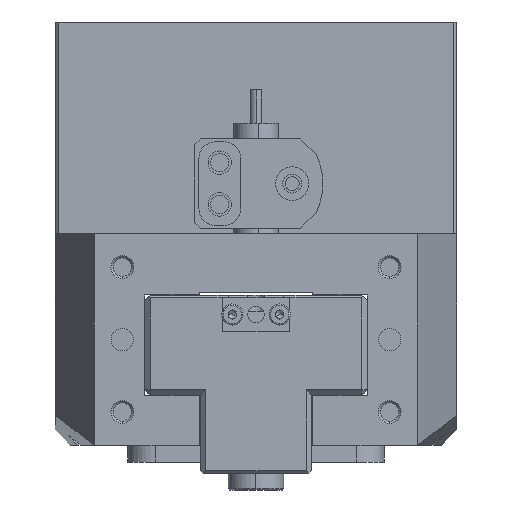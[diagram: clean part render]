
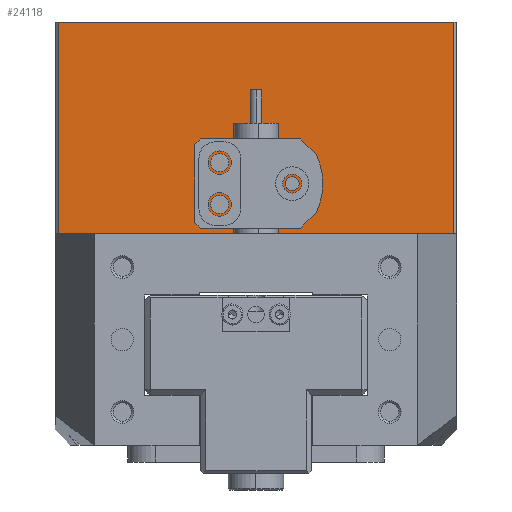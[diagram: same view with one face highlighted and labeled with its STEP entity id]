
A CAD part, left-side view. The second image highlights one B-rep face of the part: STEP entity #24118.
In plain terms, the highlighted planar face has unit normal (-1, 0, 0).
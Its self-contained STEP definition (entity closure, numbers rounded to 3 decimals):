
#39 = DIRECTION ( 'NONE',  ( 0., 0., -1. ) ) ;
#999 = CARTESIAN_POINT ( 'NONE',  ( -68.858, -22.573, 198.148 ) ) ;
#2082 = VERTEX_POINT ( 'NONE', #27562 ) ;
#2423 = EDGE_LOOP ( 'NONE', ( #18834, #18700 ) ) ;
#2440 = CARTESIAN_POINT ( 'NONE',  ( -68.858, -22.573, 160.148 ) ) ;
#2682 = CARTESIAN_POINT ( 'NONE',  ( -68.858, 12.927, 198.148 ) ) ;
#3113 = ORIENTED_EDGE ( 'NONE', *, *, #29559, .F. ) ;
#3192 = ORIENTED_EDGE ( 'NONE', *, *, #19800, .T. ) ;
#3415 = DIRECTION ( 'NONE',  ( -1., 0., 0. ) ) ;
#3813 = AXIS2_PLACEMENT_3D ( 'NONE', #30416, #3415, #33347 ) ;
#4014 = DIRECTION ( 'NONE',  ( 0., 1., 0. ) ) ;
#4197 = VERTEX_POINT ( 'NONE', #2440 ) ;
#4447 = CARTESIAN_POINT ( 'NONE',  ( -68.858, 19.427, 171.248 ) ) ;
#4865 = EDGE_LOOP ( 'NONE', ( #34144, #28909 ) ) ;
#4994 = DIRECTION ( 'NONE',  ( -1., 0., 0. ) ) ;
#5229 = CARTESIAN_POINT ( 'NONE',  ( -68.858, 6.427, 169.148 ) ) ;
#5683 = VERTEX_POINT ( 'NONE', #15251 ) ;
#6604 = CARTESIAN_POINT ( 'NONE',  ( -68.858, 19.427, 172.898 ) ) ;
#6717 = CIRCLE ( 'NONE', #22457, 1.25 ) ;
#6909 = EDGE_LOOP ( 'NONE', ( #3113, #19795 ) ) ;
#7047 = AXIS2_PLACEMENT_3D ( 'NONE', #28686, #7580, #22576 ) ;
#7107 = ORIENTED_EDGE ( 'NONE', *, *, #34571, .T. ) ;
#7580 = DIRECTION ( 'NONE',  ( 1., 0., 0. ) ) ;
#7920 = DIRECTION ( 'NONE',  ( -1., 0., 0. ) ) ;
#8087 = VERTEX_POINT ( 'NONE', #18836 ) ;
#8321 = DIRECTION ( 'NONE',  ( 0., 0., 1. ) ) ;
#8742 = VECTOR ( 'NONE', #4014, 1000. ) ;
#8787 = CARTESIAN_POINT ( 'NONE',  ( -68.858, 19.427, 165.398 ) ) ;
#9432 = VECTOR ( 'NONE', #39154, 1000. ) ;
#9570 = DIRECTION ( 'NONE',  ( 0., 0., 1. ) ) ;
#9643 = AXIS2_PLACEMENT_3D ( 'NONE', #6604, #18880, #9570 ) ;
#11820 = CARTESIAN_POINT ( 'NONE',  ( -68.858, 19.427, 163.748 ) ) ;
#11834 = DIRECTION ( 'NONE',  ( 0., 0., 1. ) ) ;
#11950 = EDGE_CURVE ( 'NONE', #4197, #13025, #23889, .T. ) ;
#12796 = AXIS2_PLACEMENT_3D ( 'NONE', #35716, #4994, #14234 ) ;
#13025 = VERTEX_POINT ( 'NONE', #34281 ) ;
#13384 = VECTOR ( 'NONE', #39, 1000. ) ;
#14234 = DIRECTION ( 'NONE',  ( 0., 0., 1. ) ) ;
#15145 = EDGE_CURVE ( 'NONE', #8087, #33072, #17867, .T. ) ;
#15251 = CARTESIAN_POINT ( 'NONE',  ( -68.858, 6.427, 170.398 ) ) ;
#16127 = CIRCLE ( 'NONE', #9643, 1.65 ) ;
#16934 = EDGE_CURVE ( 'NONE', #2082, #5683, #6717, .T. ) ;
#16961 = FACE_BOUND ( 'NONE', #6909, .T. ) ;
#16989 = EDGE_LOOP ( 'NONE', ( #22469, #7107, #3192, #26506 ) ) ;
#17729 = CARTESIAN_POINT ( 'NONE',  ( -68.858, 48.427, 198.148 ) ) ;
#17867 = CIRCLE ( 'NONE', #12796, 1.65 ) ;
#18700 = ORIENTED_EDGE ( 'NONE', *, *, #36861, .F. ) ;
#18785 = CARTESIAN_POINT ( 'NONE',  ( -68.858, 6.427, 169.148 ) ) ;
#18834 = ORIENTED_EDGE ( 'NONE', *, *, #29457, .F. ) ;
#18836 = CARTESIAN_POINT ( 'NONE',  ( -68.858, 19.427, 174.548 ) ) ;
#18880 = DIRECTION ( 'NONE',  ( -1., 0., 0. ) ) ;
#18960 = VERTEX_POINT ( 'NONE', #17729 ) ;
#19179 = DIRECTION ( 'NONE',  ( 0., 0., 1. ) ) ;
#19431 = DIRECTION ( 'NONE',  ( 0., 0., 1. ) ) ;
#19795 = ORIENTED_EDGE ( 'NONE', *, *, #16934, .F. ) ;
#19800 = EDGE_CURVE ( 'NONE', #30787, #18960, #23177, .T. ) ;
#20964 = VECTOR ( 'NONE', #19431, 1000. ) ;
#20971 = DIRECTION ( 'NONE',  ( -1., 0., 0. ) ) ;
#21823 = AXIS2_PLACEMENT_3D ( 'NONE', #8787, #20971, #11834 ) ;
#22457 = AXIS2_PLACEMENT_3D ( 'NONE', #5229, #7920, #8321 ) ;
#22469 = ORIENTED_EDGE ( 'NONE', *, *, #11950, .F. ) ;
#22576 = DIRECTION ( 'NONE',  ( 0., 0., -1. ) ) ;
#23177 = LINE ( 'NONE', #2682, #9432 ) ;
#23889 = LINE ( 'NONE', #34876, #8742 ) ;
#24118 = ADVANCED_FACE ( 'NONE', ( #27814, #32097, #16961, #28770 ), #34443, .F. ) ;
#24952 = AXIS2_PLACEMENT_3D ( 'NONE', #18785, #37226, #19179 ) ;
#26506 = ORIENTED_EDGE ( 'NONE', *, *, #35073, .T. ) ;
#27562 = CARTESIAN_POINT ( 'NONE',  ( -68.858, 6.427, 167.898 ) ) ;
#27814 = FACE_BOUND ( 'NONE', #4865, .T. ) ;
#28533 = LINE ( 'NONE', #29978, #13384 ) ;
#28686 = CARTESIAN_POINT ( 'NONE',  ( -68.858, -27.073, 160.148 ) ) ;
#28770 = FACE_OUTER_BOUND ( 'NONE', #16989, .T. ) ;
#28909 = ORIENTED_EDGE ( 'NONE', *, *, #36891, .F. ) ;
#29457 = EDGE_CURVE ( 'NONE', #33166, #30066, #36137, .T. ) ;
#29559 = EDGE_CURVE ( 'NONE', #5683, #2082, #35739, .T. ) ;
#29835 = CIRCLE ( 'NONE', #21823, 1.65 ) ;
#29978 = CARTESIAN_POINT ( 'NONE',  ( -68.858, 48.427, 160.148 ) ) ;
#30066 = VERTEX_POINT ( 'NONE', #11820 ) ;
#30416 = CARTESIAN_POINT ( 'NONE',  ( -68.858, 19.427, 165.398 ) ) ;
#30787 = VERTEX_POINT ( 'NONE', #34979 ) ;
#32097 = FACE_BOUND ( 'NONE', #2423, .T. ) ;
#33072 = VERTEX_POINT ( 'NONE', #4447 ) ;
#33166 = VERTEX_POINT ( 'NONE', #39158 ) ;
#33347 = DIRECTION ( 'NONE',  ( 0., 0., 1. ) ) ;
#34144 = ORIENTED_EDGE ( 'NONE', *, *, #15145, .F. ) ;
#34281 = CARTESIAN_POINT ( 'NONE',  ( -68.858, 48.427, 160.148 ) ) ;
#34443 = PLANE ( 'NONE',  #7047 ) ;
#34571 = EDGE_CURVE ( 'NONE', #4197, #30787, #36193, .T. ) ;
#34876 = CARTESIAN_POINT ( 'NONE',  ( -68.858, -27.073, 160.148 ) ) ;
#34979 = CARTESIAN_POINT ( 'NONE',  ( -68.858, -22.573, 198.148 ) ) ;
#35073 = EDGE_CURVE ( 'NONE', #18960, #13025, #28533, .T. ) ;
#35716 = CARTESIAN_POINT ( 'NONE',  ( -68.858, 19.427, 172.898 ) ) ;
#35739 = CIRCLE ( 'NONE', #24952, 1.25 ) ;
#36137 = CIRCLE ( 'NONE', #3813, 1.65 ) ;
#36193 = LINE ( 'NONE', #999, #20964 ) ;
#36861 = EDGE_CURVE ( 'NONE', #30066, #33166, #29835, .T. ) ;
#36891 = EDGE_CURVE ( 'NONE', #33072, #8087, #16127, .T. ) ;
#37226 = DIRECTION ( 'NONE',  ( -1., 0., 0. ) ) ;
#39154 = DIRECTION ( 'NONE',  ( 0., 1., 0. ) ) ;
#39158 = CARTESIAN_POINT ( 'NONE',  ( -68.858, 19.427, 167.048 ) ) ;
